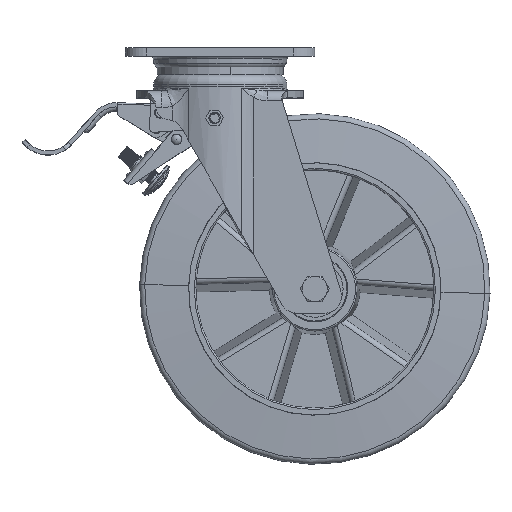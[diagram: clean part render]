
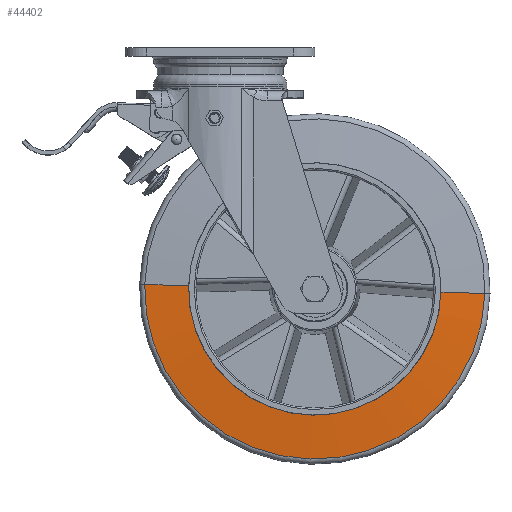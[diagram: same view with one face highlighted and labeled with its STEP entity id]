
A CAD part, top view. The second image highlights one B-rep face of the part: STEP entity #44402.
In plain terms, the highlighted conical face has half-angle 85.101 degrees and reference radius 125 mm.
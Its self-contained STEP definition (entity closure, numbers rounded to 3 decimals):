
#1009 = DIRECTION ( 'NONE',  ( 1., -0.026, 0. ) ) ;
#4542 = DIRECTION ( 'NONE',  ( -1., 0.026, 0. ) ) ;
#5478 = FACE_OUTER_BOUND ( 'NONE', #29992, .T. ) ;
#8960 = EDGE_CURVE ( 'NONE', #49314, #25872, #32896, .T. ) ;
#10169 = VERTEX_POINT ( 'NONE', #19620 ) ;
#10851 = CONICAL_SURFACE ( 'NONE', #15054, 125., 1.485 ) ;
#12443 = ORIENTED_EDGE ( 'NONE', *, *, #8960, .T. ) ;
#15054 = AXIS2_PLACEMENT_3D ( 'NONE', #36880, #41775, #32183 ) ;
#15129 = EDGE_CURVE ( 'NONE', #10169, #49314, #30577, .T. ) ;
#17389 = EDGE_CURVE ( 'NONE', #29248, #10169, #20208, .T. ) ;
#17514 = VECTOR ( 'NONE', #48343, 1000. ) ;
#18130 = CARTESIAN_POINT ( 'NONE',  ( 157.474, -174.347, 47.479 ) ) ;
#18978 = AXIS2_PLACEMENT_3D ( 'NONE', #22237, #56338, #4542 ) ;
#19620 = CARTESIAN_POINT ( 'NONE',  ( -22.465, -169.646, 47.479 ) ) ;
#20208 = CIRCLE ( 'NONE', #18978, 90. ) ;
#22237 = CARTESIAN_POINT ( 'NONE',  ( 67.504, -171.997, 47.479 ) ) ;
#23177 = ORIENTED_EDGE ( 'NONE', *, *, #17389, .T. ) ;
#25872 = VERTEX_POINT ( 'NONE', #30437 ) ;
#27059 = CARTESIAN_POINT ( 'NONE',  ( -53.796, -168.827, 44.793 ) ) ;
#29248 = VERTEX_POINT ( 'NONE', #18130 ) ;
#29992 = EDGE_LOOP ( 'NONE', ( #41815, #23177, #54594, #12443 ) ) ;
#30437 = CARTESIAN_POINT ( 'NONE',  ( 188.804, -175.166, 44.793 ) ) ;
#30541 = DIRECTION ( 'NONE',  ( 0., 0., 1. ) ) ;
#30577 = LINE ( 'NONE', #38564, #17514 ) ;
#32183 = DIRECTION ( 'NONE',  ( -1., 0.026, 0. ) ) ;
#32896 = CIRCLE ( 'NONE', #33903, 121.342 ) ;
#33903 = AXIS2_PLACEMENT_3D ( 'NONE', #59723, #30541, #1009 ) ;
#36880 = CARTESIAN_POINT ( 'NONE',  ( 67.504, -171.997, 44.479 ) ) ;
#38564 = CARTESIAN_POINT ( 'NONE',  ( -57.453, -168.731, 44.479 ) ) ;
#41775 = DIRECTION ( 'NONE',  ( 0., 0., -1. ) ) ;
#41815 = ORIENTED_EDGE ( 'NONE', *, *, #48086, .F. ) ;
#44402 = ADVANCED_FACE ( 'NONE', ( #5478 ), #10851, .T. ) ;
#45394 = VECTOR ( 'NONE', #61031, 1000. ) ;
#46969 = LINE ( 'NONE', #56073, #45394 ) ;
#48086 = EDGE_CURVE ( 'NONE', #29248, #25872, #46969, .T. ) ;
#48343 = DIRECTION ( 'NONE',  ( -0.996, 0.026, -0.085 ) ) ;
#49314 = VERTEX_POINT ( 'NONE', #27059 ) ;
#54594 = ORIENTED_EDGE ( 'NONE', *, *, #15129, .T. ) ;
#56073 = CARTESIAN_POINT ( 'NONE',  ( 192.462, -175.262, 44.479 ) ) ;
#56338 = DIRECTION ( 'NONE',  ( 0., 0., -1. ) ) ;
#59723 = CARTESIAN_POINT ( 'NONE',  ( 67.504, -171.997, 44.793 ) ) ;
#61031 = DIRECTION ( 'NONE',  ( 0.996, -0.026, -0.085 ) ) ;
